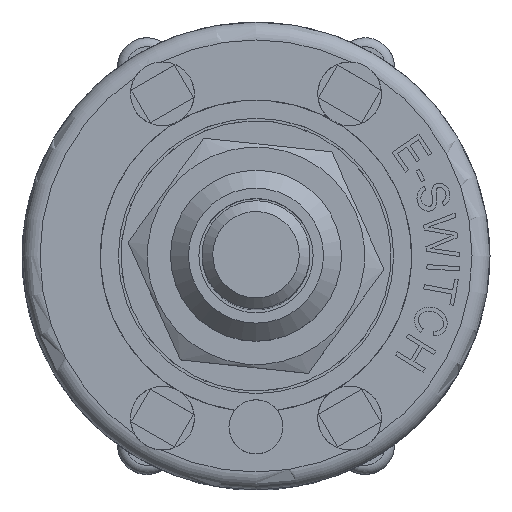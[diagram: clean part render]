
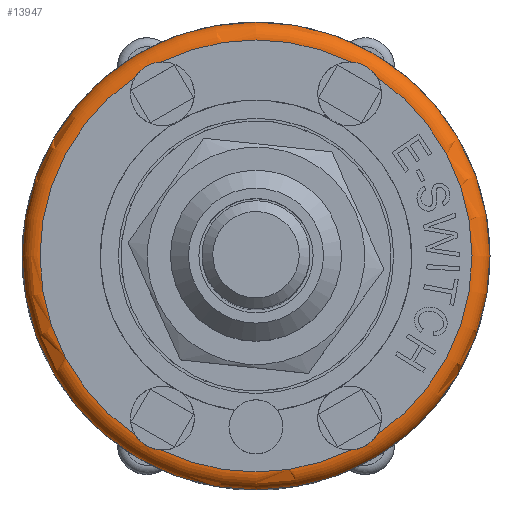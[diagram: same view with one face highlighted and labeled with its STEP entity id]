
A CAD part, top view. The second image highlights one B-rep face of the part: STEP entity #13947.
In plain terms, the highlighted toroidal (fillet/blend) face has major radius 12 mm and minor radius 1 mm.
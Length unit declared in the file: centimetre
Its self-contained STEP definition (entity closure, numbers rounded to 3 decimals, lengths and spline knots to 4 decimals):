
#26=TOROIDAL_SURFACE('',#14681,1.2,0.1);
#651=B_SPLINE_CURVE_WITH_KNOTS('',3,(#24036,#24037,#24038,#24039,#24040,
#24041,#24042,#24043,#24044,#24045,#24046,#24047),.UNSPECIFIED.,.F.,.F.,
(4,2,2,2,2,4),(-0.2692,-0.2446,-0.216,
-0.1921,-0.1645,-0.1357),.UNSPECIFIED.);
#652=B_SPLINE_CURVE_WITH_KNOTS('',3,(#24059,#24060,#24061,#24062,#24063,
#24064,#24065,#24066,#24067,#24068,#24069,#24070),.UNSPECIFIED.,.F.,.F.,
(4,2,2,2,2,4),(-0.2692,-0.2446,-0.216,
-0.1921,-0.1645,-0.1357),.UNSPECIFIED.);
#653=B_SPLINE_CURVE_WITH_KNOTS('',3,(#24087,#24088,#24089,#24090,#24091,
#24092,#24093,#24094,#24095,#24096,#24097,#24098),.UNSPECIFIED.,.F.,.F.,
(4,2,2,2,2,4),(-0.2692,-0.2446,-0.216,
-0.1921,-0.1645,-0.1357),.UNSPECIFIED.);
#654=B_SPLINE_CURVE_WITH_KNOTS('',3,(#24120,#24121,#24122,#24123,#24124,
#24125,#24126,#24127,#24128,#24129,#24130,#24131),.UNSPECIFIED.,.F.,.F.,
(4,2,2,2,2,4),(-0.2692,-0.2446,-0.216,
-0.1921,-0.1645,-0.1357),.UNSPECIFIED.);
#1912=FACE_OUTER_BOUND('',#2734,.T.);
#2734=EDGE_LOOP('',(#12921,#12922,#12923,#12924,#12925,#12926,#12927,#12928,
#12929,#12930,#12931,#12932));
#5856=CIRCLE('',#14634,1.3);
#5883=CIRCLE('',#14682,0.1);
#5884=CIRCLE('',#14683,1.2);
#5885=CIRCLE('',#14684,1.2);
#5886=CIRCLE('',#14685,1.2);
#5887=CIRCLE('',#14686,1.2);
#5888=CIRCLE('',#14687,1.2);
#7166=VERTEX_POINT('',#23998);
#7174=VERTEX_POINT('',#24034);
#7175=VERTEX_POINT('',#24035);
#7178=VERTEX_POINT('',#24057);
#7179=VERTEX_POINT('',#24058);
#7184=VERTEX_POINT('',#24085);
#7185=VERTEX_POINT('',#24086);
#7192=VERTEX_POINT('',#24118);
#7193=VERTEX_POINT('',#24119);
#7196=VERTEX_POINT('',#24141);
#9119=EDGE_CURVE('',#7166,#7166,#5856,.T.);
#9137=EDGE_CURVE('',#7174,#7175,#651,.T.);
#9143=EDGE_CURVE('',#7178,#7179,#652,.T.);
#9151=EDGE_CURVE('',#7184,#7185,#653,.T.);
#9161=EDGE_CURVE('',#7192,#7193,#654,.T.);
#9167=EDGE_CURVE('',#7166,#7196,#5883,.T.);
#9168=EDGE_CURVE('',#7196,#7184,#5884,.T.);
#9169=EDGE_CURVE('',#7185,#7178,#5885,.T.);
#9170=EDGE_CURVE('',#7179,#7174,#5886,.T.);
#9171=EDGE_CURVE('',#7175,#7192,#5887,.T.);
#9172=EDGE_CURVE('',#7193,#7196,#5888,.T.);
#12921=ORIENTED_EDGE('',*,*,#9119,.T.);
#12922=ORIENTED_EDGE('',*,*,#9167,.T.);
#12923=ORIENTED_EDGE('',*,*,#9168,.T.);
#12924=ORIENTED_EDGE('',*,*,#9151,.T.);
#12925=ORIENTED_EDGE('',*,*,#9169,.T.);
#12926=ORIENTED_EDGE('',*,*,#9143,.T.);
#12927=ORIENTED_EDGE('',*,*,#9170,.T.);
#12928=ORIENTED_EDGE('',*,*,#9137,.T.);
#12929=ORIENTED_EDGE('',*,*,#9171,.T.);
#12930=ORIENTED_EDGE('',*,*,#9161,.T.);
#12931=ORIENTED_EDGE('',*,*,#9172,.T.);
#12932=ORIENTED_EDGE('',*,*,#9167,.F.);
#13947=ADVANCED_FACE('',(#1912),#26,.T.);
#14634=AXIS2_PLACEMENT_3D('',#23999,#17437,#17438);
#14681=AXIS2_PLACEMENT_3D('',#24140,#17548,#17549);
#14682=AXIS2_PLACEMENT_3D('',#24142,#17550,#17551);
#14683=AXIS2_PLACEMENT_3D('',#24143,#17552,#17553);
#14684=AXIS2_PLACEMENT_3D('',#24144,#17554,#17555);
#14685=AXIS2_PLACEMENT_3D('',#24145,#17556,#17557);
#14686=AXIS2_PLACEMENT_3D('',#24146,#17558,#17559);
#14687=AXIS2_PLACEMENT_3D('',#24147,#17560,#17561);
#17437=DIRECTION('center_axis',(0.,0.,1.));
#17438=DIRECTION('ref_axis',(-1.,0.,0.));
#17548=DIRECTION('center_axis',(0.,0.,-1.));
#17549=DIRECTION('ref_axis',(-1.,0.,0.));
#17550=DIRECTION('center_axis',(0.,-1.,0.));
#17551=DIRECTION('ref_axis',(1.,0.,0.));
#17552=DIRECTION('center_axis',(0.,0.,-1.));
#17553=DIRECTION('ref_axis',(-1.,0.,0.));
#17554=DIRECTION('center_axis',(0.,0.,-1.));
#17555=DIRECTION('ref_axis',(-1.,0.,0.));
#17556=DIRECTION('center_axis',(0.,0.,-1.));
#17557=DIRECTION('ref_axis',(-1.,0.,0.));
#17558=DIRECTION('center_axis',(0.,0.,-1.));
#17559=DIRECTION('ref_axis',(-1.,0.,0.));
#17560=DIRECTION('center_axis',(0.,0.,-1.));
#17561=DIRECTION('ref_axis',(-1.,0.,0.));
#23998=CARTESIAN_POINT('',(1.3,0.,0.95));
#23999=CARTESIAN_POINT('Origin',(0.,0.,0.95));
#24034=CARTESIAN_POINT('',(-0.67,0.9955,1.05));
#24035=CARTESIAN_POINT('',(-0.5271,1.078,1.05));
#24036=CARTESIAN_POINT('Ctrl Pts',(-0.67,0.9955,
1.05));
#24037=CARTESIAN_POINT('Ctrl Pts',(-0.6646,1.0041,
1.05));
#24038=CARTESIAN_POINT('Ctrl Pts',(-0.6583,1.0124,
1.0498));
#24039=CARTESIAN_POINT('Ctrl Pts',(-0.6428,1.0294,
1.0491));
#24040=CARTESIAN_POINT('Ctrl Pts',(-0.6335,1.0377,
1.0488));
#24041=CARTESIAN_POINT('Ctrl Pts',(-0.615,1.051,1.0484));
#24042=CARTESIAN_POINT('Ctrl Pts',(-0.6061,1.0563,
1.0484));
#24043=CARTESIAN_POINT('Ctrl Pts',(-0.5859,1.0659,1.0487));
#24044=CARTESIAN_POINT('Ctrl Pts',(-0.5747,1.07,1.049));
#24045=CARTESIAN_POINT('Ctrl Pts',(-0.551,1.0759,1.0497));
#24046=CARTESIAN_POINT('Ctrl Pts',(-0.539,1.0775,
1.05));
#24047=CARTESIAN_POINT('Ctrl Pts',(-0.5271,1.078,
1.05));
#24057=CARTESIAN_POINT('',(-0.5271,-1.078,1.05));
#24058=CARTESIAN_POINT('',(-0.67,-0.9955,1.05));
#24059=CARTESIAN_POINT('Ctrl Pts',(-0.5271,-1.078,
1.05));
#24060=CARTESIAN_POINT('Ctrl Pts',(-0.5373,-1.0776,
1.05));
#24061=CARTESIAN_POINT('Ctrl Pts',(-0.5476,-1.0763,
1.0498));
#24062=CARTESIAN_POINT('Ctrl Pts',(-0.5701,-1.0714,1.0491));
#24063=CARTESIAN_POINT('Ctrl Pts',(-0.5819,-1.0675,
1.0488));
#24064=CARTESIAN_POINT('Ctrl Pts',(-0.6027,-1.0581,
1.0484));
#24065=CARTESIAN_POINT('Ctrl Pts',(-0.6117,-1.053,
1.0484));
#24066=CARTESIAN_POINT('Ctrl Pts',(-0.6301,-1.0404,
1.0487));
#24067=CARTESIAN_POINT('Ctrl Pts',(-0.6393,-1.0327,
1.049));
#24068=CARTESIAN_POINT('Ctrl Pts',(-0.6562,-1.0151,
1.0497));
#24069=CARTESIAN_POINT('Ctrl Pts',(-0.6637,-1.0055,
1.05));
#24070=CARTESIAN_POINT('Ctrl Pts',(-0.67,-0.9955,
1.05));
#24085=CARTESIAN_POINT('',(0.67,-0.9955,1.05));
#24086=CARTESIAN_POINT('',(0.5271,-1.078,1.05));
#24087=CARTESIAN_POINT('Ctrl Pts',(0.67,-0.9955,
1.05));
#24088=CARTESIAN_POINT('Ctrl Pts',(0.6646,-1.0041,
1.05));
#24089=CARTESIAN_POINT('Ctrl Pts',(0.6583,-1.0124,
1.0498));
#24090=CARTESIAN_POINT('Ctrl Pts',(0.6428,-1.0294,
1.0491));
#24091=CARTESIAN_POINT('Ctrl Pts',(0.6335,-1.0377,
1.0488));
#24092=CARTESIAN_POINT('Ctrl Pts',(0.615,-1.051,
1.0484));
#24093=CARTESIAN_POINT('Ctrl Pts',(0.6061,-1.0563,
1.0484));
#24094=CARTESIAN_POINT('Ctrl Pts',(0.5859,-1.0659,1.0487));
#24095=CARTESIAN_POINT('Ctrl Pts',(0.5747,-1.07,1.049));
#24096=CARTESIAN_POINT('Ctrl Pts',(0.551,-1.0759,
1.0497));
#24097=CARTESIAN_POINT('Ctrl Pts',(0.539,-1.0775,
1.05));
#24098=CARTESIAN_POINT('Ctrl Pts',(0.5271,-1.078,
1.05));
#24118=CARTESIAN_POINT('',(0.5271,1.078,1.05));
#24119=CARTESIAN_POINT('',(0.67,0.9955,1.05));
#24120=CARTESIAN_POINT('Ctrl Pts',(0.5271,1.078,1.05));
#24121=CARTESIAN_POINT('Ctrl Pts',(0.5373,1.0776,1.05));
#24122=CARTESIAN_POINT('Ctrl Pts',(0.5476,1.0763,1.0498));
#24123=CARTESIAN_POINT('Ctrl Pts',(0.5701,1.0714,1.0491));
#24124=CARTESIAN_POINT('Ctrl Pts',(0.5819,1.0675,1.0488));
#24125=CARTESIAN_POINT('Ctrl Pts',(0.6027,1.0581,1.0484));
#24126=CARTESIAN_POINT('Ctrl Pts',(0.6117,1.053,1.0484));
#24127=CARTESIAN_POINT('Ctrl Pts',(0.6301,1.0404,1.0487));
#24128=CARTESIAN_POINT('Ctrl Pts',(0.6393,1.0327,1.049));
#24129=CARTESIAN_POINT('Ctrl Pts',(0.6562,1.0151,1.0497));
#24130=CARTESIAN_POINT('Ctrl Pts',(0.6637,1.0055,1.05));
#24131=CARTESIAN_POINT('Ctrl Pts',(0.67,0.9955,
1.05));
#24140=CARTESIAN_POINT('Origin',(0.,0.,0.95));
#24141=CARTESIAN_POINT('',(1.2,0.,1.05));
#24142=CARTESIAN_POINT('Origin',(1.2,0.,0.95));
#24143=CARTESIAN_POINT('Origin',(0.,0.,1.05));
#24144=CARTESIAN_POINT('Origin',(0.,0.,1.05));
#24145=CARTESIAN_POINT('Origin',(0.,0.,1.05));
#24146=CARTESIAN_POINT('Origin',(0.,0.,1.05));
#24147=CARTESIAN_POINT('Origin',(0.,0.,1.05));
